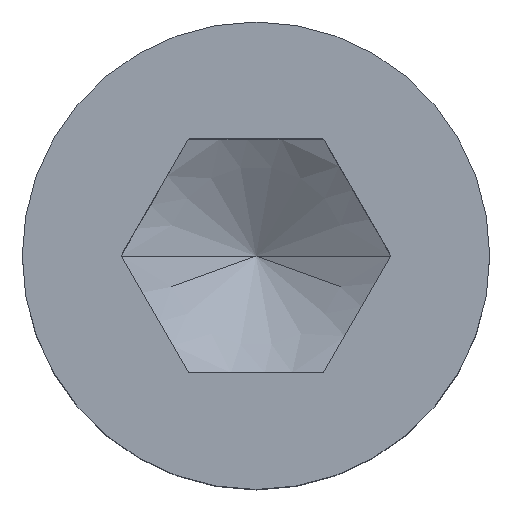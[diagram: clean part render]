
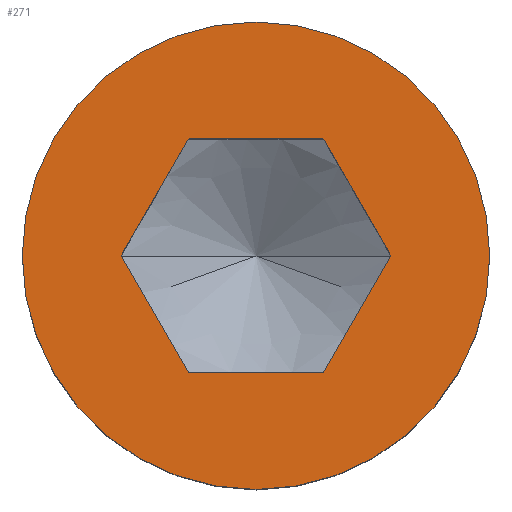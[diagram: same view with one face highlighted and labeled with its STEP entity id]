
A CAD part, top view. The second image highlights one B-rep face of the part: STEP entity #271.
In plain terms, the highlighted planar face has unit normal (0, 0, 1).
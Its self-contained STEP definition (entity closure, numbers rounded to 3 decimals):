
#179=VERTEX_POINT('',#486);
#199=VERTEX_POINT('',#507);
#231=VERTEX_POINT('',#544);
#235=VERTEX_POINT('',#548);
#245=EDGE_CURVE('',#285,#427,#558,.T.);
#251=EDGE_CURVE('',#407,#439,#565,.T.);
#255=EDGE_CURVE('',#399,#357,#569,.T.);
#269=EDGE_CURVE('',#327,#453,#586,.T.);
#271=ADVANCED_FACE('',(#588,#589),#590,.T.);
#273=EDGE_CURVE('',#179,#231,#592,.T.);
#275=EDGE_CURVE('',#381,#235,#594,.T.);
#283=EDGE_CURVE('',#423,#199,#604,.T.);
#285=VERTEX_POINT('',#606);
#291=EDGE_CURVE('',#231,#179,#613,.T.);
#319=EDGE_CURVE('',#327,#357,#646,.T.);
#321=EDGE_CURVE('',#285,#199,#648,.T.);
#327=VERTEX_POINT('',#654);
#347=EDGE_CURVE('',#365,#381,#676,.T.);
#357=VERTEX_POINT('',#686);
#365=VERTEX_POINT('',#696);
#371=EDGE_CURVE('',#439,#417,#702,.T.);
#379=EDGE_CURVE('',#423,#235,#710,.T.);
#381=VERTEX_POINT('',#712);
#385=EDGE_CURVE('',#399,#417,#716,.T.);
#399=VERTEX_POINT('',#731);
#407=VERTEX_POINT('',#739);
#409=EDGE_CURVE('',#407,#427,#741,.T.);
#417=VERTEX_POINT('',#749);
#423=VERTEX_POINT('',#757);
#427=VERTEX_POINT('',#761);
#437=EDGE_CURVE('',#365,#453,#773,.T.);
#439=VERTEX_POINT('',#775);
#453=VERTEX_POINT('',#792);
#486=CARTESIAN_POINT('',(-5.0,0.,6.));
#507=CARTESIAN_POINT('',(-1.425,-2.5,6.));
#544=CARTESIAN_POINT('',(5.,0.,6.));
#548=CARTESIAN_POINT('',(-2.877,-0.016,6.));
#558=CIRCLE('',#925,2.878);
#565=CIRCLE('',#943,2.878);
#569=CIRCLE('',#949,2.878);
#586=CIRCLE('',#970,2.878);
#588=FACE_OUTER_BOUND('',#972,.T.);
#589=FACE_BOUND('',#973,.T.);
#590=PLANE('',#974);
#592=CIRCLE('',#977,5.);
#594=CIRCLE('',#980,2.878);
#604=CIRCLE('',#993,2.878);
#606=CARTESIAN_POINT('',(1.425,-2.5,6.));
#613=CIRCLE('',#1004,5.);
#646=LINE('',#1054,#1055);
#648=LINE('',#1058,#1059);
#654=CARTESIAN_POINT('',(-1.425,2.5,6.));
#676=CIRCLE('',#1103,2.878);
#686=CARTESIAN_POINT('',(1.425,2.5,6.));
#696=CARTESIAN_POINT('',(-2.877,0.016,6.));
#702=CIRCLE('',#1143,2.878);
#710=LINE('',#1154,#1155);
#712=CARTESIAN_POINT('',(-2.878,0.,6.));
#716=LINE('',#1164,#1165);
#731=CARTESIAN_POINT('',(1.453,2.484,6.));
#739=CARTESIAN_POINT('',(2.877,-0.016,6.));
#741=LINE('',#1199,#1200);
#749=CARTESIAN_POINT('',(2.877,0.016,6.));
#757=CARTESIAN_POINT('',(-1.453,-2.484,6.));
#761=CARTESIAN_POINT('',(1.453,-2.484,6.));
#773=LINE('',#1238,#1239);
#775=CARTESIAN_POINT('',(2.878,0.,6.));
#792=CARTESIAN_POINT('',(-1.453,2.484,6.));
#925=AXIS2_PLACEMENT_3D('',#1371,#1372,#1373);
#943=AXIS2_PLACEMENT_3D('',#1382,#1383,#1384);
#949=AXIS2_PLACEMENT_3D('',#1388,#1389,#1390);
#970=AXIS2_PLACEMENT_3D('',#1419,#1420,#1421);
#972=EDGE_LOOP('',(#1423,#1424));
#973=EDGE_LOOP('',(#1425,#1426,#1427,#1428,#1429,#1430,#1431,#1432,#1433,#1434,#1435,#1436,#1437,#1438));
#974=AXIS2_PLACEMENT_3D('',#1439,#1440,#1441);
#977=AXIS2_PLACEMENT_3D('',#1442,#1443,#1444);
#980=AXIS2_PLACEMENT_3D('',#1445,#1446,#1447);
#993=AXIS2_PLACEMENT_3D('',#1470,#1471,#1472);
#1004=AXIS2_PLACEMENT_3D('',#1484,#1485,#1486);
#1054=CARTESIAN_POINT('',(0.722,2.5,6.));
#1055=VECTOR('',#1532,1.0);
#1058=CARTESIAN_POINT('',(-0.722,-2.5,6.));
#1059=VECTOR('',#1533,1.0);
#1103=AXIS2_PLACEMENT_3D('',#1560,#1561,#1562);
#1143=AXIS2_PLACEMENT_3D('',#1583,#1584,#1585);
#1154=CARTESIAN_POINT('',(-2.526,-0.625,6.));
#1155=VECTOR('',#1587,1.0);
#1164=CARTESIAN_POINT('',(2.526,0.625,6.));
#1165=VECTOR('',#1589,1.0);
#1199=CARTESIAN_POINT('',(1.804,-1.875,6.));
#1200=VECTOR('',#1606,1.0);
#1238=CARTESIAN_POINT('',(-1.804,1.875,6.));
#1239=VECTOR('',#1642,1.0);
#1371=CARTESIAN_POINT('',(0.,0.,6.));
#1372=DIRECTION('',(0.0,0.0,1.0));
#1373=DIRECTION('',(-1.0,0.,0.0));
#1382=CARTESIAN_POINT('',(0.,0.,6.));
#1383=DIRECTION('',(0.0,0.0,1.0));
#1384=DIRECTION('',(-1.0,0.,0.0));
#1388=CARTESIAN_POINT('',(0.,0.,6.));
#1389=DIRECTION('',(0.0,0.0,1.0));
#1390=DIRECTION('',(-1.0,0.,0.0));
#1419=CARTESIAN_POINT('',(0.,0.,6.));
#1420=DIRECTION('',(0.0,0.0,1.0));
#1421=DIRECTION('',(-1.0,0.,0.0));
#1423=ORIENTED_EDGE('',*,*,#273,.T.);
#1424=ORIENTED_EDGE('',*,*,#291,.T.);
#1425=ORIENTED_EDGE('',*,*,#283,.F.);
#1426=ORIENTED_EDGE('',*,*,#379,.T.);
#1427=ORIENTED_EDGE('',*,*,#275,.F.);
#1428=ORIENTED_EDGE('',*,*,#347,.F.);
#1429=ORIENTED_EDGE('',*,*,#437,.T.);
#1430=ORIENTED_EDGE('',*,*,#269,.F.);
#1431=ORIENTED_EDGE('',*,*,#319,.T.);
#1432=ORIENTED_EDGE('',*,*,#255,.F.);
#1433=ORIENTED_EDGE('',*,*,#385,.T.);
#1434=ORIENTED_EDGE('',*,*,#371,.F.);
#1435=ORIENTED_EDGE('',*,*,#251,.F.);
#1436=ORIENTED_EDGE('',*,*,#409,.T.);
#1437=ORIENTED_EDGE('',*,*,#245,.F.);
#1438=ORIENTED_EDGE('',*,*,#321,.T.);
#1439=CARTESIAN_POINT('',(-3.939,0.,6.));
#1440=DIRECTION('',(0.0,0.0,1.0));
#1441=DIRECTION('',(-1.0,0.,0.0));
#1442=CARTESIAN_POINT('',(0.,0.,6.));
#1443=DIRECTION('',(0.0,0.0,1.0));
#1444=DIRECTION('',(-1.0,0.,0.0));
#1445=CARTESIAN_POINT('',(0.,0.,6.));
#1446=DIRECTION('',(0.0,0.0,1.0));
#1447=DIRECTION('',(-1.0,0.,0.0));
#1470=CARTESIAN_POINT('',(0.,0.,6.));
#1471=DIRECTION('',(0.0,0.0,1.0));
#1472=DIRECTION('',(-1.0,0.,0.0));
#1484=CARTESIAN_POINT('',(0.,0.,6.));
#1485=DIRECTION('',(0.0,0.0,1.0));
#1486=DIRECTION('',(-1.0,0.,0.0));
#1532=DIRECTION('',(1.0,0.0,0.0));
#1533=DIRECTION('',(-1.0,0.0,0.0));
#1560=CARTESIAN_POINT('',(0.,0.,6.));
#1561=DIRECTION('',(0.0,0.0,1.0));
#1562=DIRECTION('',(-1.0,0.,0.0));
#1583=CARTESIAN_POINT('',(0.,0.,6.));
#1584=DIRECTION('',(0.0,0.0,1.0));
#1585=DIRECTION('',(-1.0,0.,0.0));
#1587=DIRECTION('',(-0.5,0.866,0.0));
#1589=DIRECTION('',(0.5,-0.866,0.0));
#1606=DIRECTION('',(-0.5,-0.866,0.0));
#1642=DIRECTION('',(0.5,0.866,0.0));
